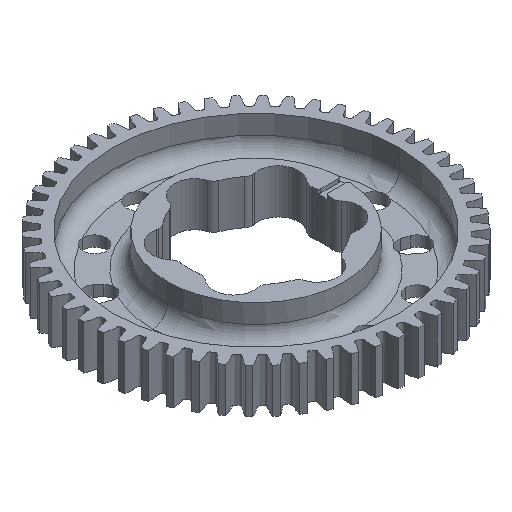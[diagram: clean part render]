
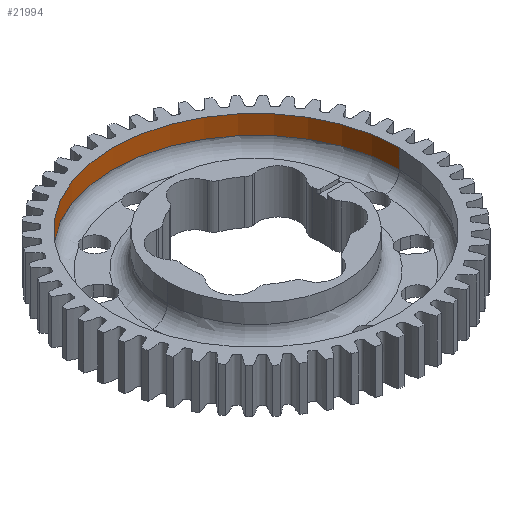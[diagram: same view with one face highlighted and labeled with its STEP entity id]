
A CAD part, isometric view. The second image highlights one B-rep face of the part: STEP entity #21994.
In plain terms, the highlighted cylindrical face has radius 30.797 mm (diameter 61.595 mm), a partial arc.
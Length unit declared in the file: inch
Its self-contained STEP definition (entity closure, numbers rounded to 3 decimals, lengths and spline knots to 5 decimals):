
#312 = LINE ( 'NONE', #22745, #9994 ) ;
#1363 = CARTESIAN_POINT ( 'NONE',  ( 1.2125, 0., 0.1875 ) ) ;
#1748 = VERTEX_POINT ( 'NONE', #27194 ) ;
#4336 = VECTOR ( 'NONE', #4893, 39.37008 ) ;
#4429 = CARTESIAN_POINT ( 'NONE',  ( 0., 0., 0.0275 ) ) ;
#4518 = AXIS2_PLACEMENT_3D ( 'NONE', #15709, #22112, #15416 ) ;
#4893 = DIRECTION ( 'NONE',  ( 0., 0., 1. ) ) ;
#5554 = CARTESIAN_POINT ( 'NONE',  ( -1.2125, 0., 0.1875 ) ) ;
#5630 = VERTEX_POINT ( 'NONE', #1363 ) ;
#6511 = CYLINDRICAL_SURFACE ( 'NONE', #4518, 1.2125 ) ;
#6559 = DIRECTION ( 'NONE',  ( 0., 0., 1. ) ) ;
#6846 = CARTESIAN_POINT ( 'NONE',  ( 0., 0., 0.1875 ) ) ;
#6967 = LINE ( 'NONE', #20192, #4336 ) ;
#7493 = ORIENTED_EDGE ( 'NONE', *, *, #26302, .T. ) ;
#8266 = EDGE_LOOP ( 'NONE', ( #24811, #14641, #7493, #26030 ) ) ;
#8661 = CARTESIAN_POINT ( 'NONE',  ( -1.2125, 0., 0.0275 ) ) ;
#9994 = VECTOR ( 'NONE', #6559, 39.37008 ) ;
#11743 = DIRECTION ( 'NONE',  ( 1., 0., 0. ) ) ;
#13920 = DIRECTION ( 'NONE',  ( 1., 0., 0. ) ) ;
#14641 = ORIENTED_EDGE ( 'NONE', *, *, #19642, .T. ) ;
#15416 = DIRECTION ( 'NONE',  ( 1., 0., 0. ) ) ;
#15709 = CARTESIAN_POINT ( 'NONE',  ( 0., 0., -3.61697 ) ) ;
#15896 = DIRECTION ( 'NONE',  ( 0., 0., 1. ) ) ;
#18154 = VERTEX_POINT ( 'NONE', #5554 ) ;
#19642 = EDGE_CURVE ( 'NONE', #29185, #1748, #21696, .T. ) ;
#19733 = FACE_OUTER_BOUND ( 'NONE', #8266, .T. ) ;
#20192 = CARTESIAN_POINT ( 'NONE',  ( -1.2125, 0., -3.61697 ) ) ;
#21696 = CIRCLE ( 'NONE', #24555, 1.2125 ) ;
#21994 = ADVANCED_FACE ( 'NONE', ( #19733 ), #6511, .F. ) ;
#22112 = DIRECTION ( 'NONE',  ( 0., 0., 1. ) ) ;
#22359 = CIRCLE ( 'NONE', #24282, 1.2125 ) ;
#22745 = CARTESIAN_POINT ( 'NONE',  ( 1.2125, 0., -3.61697 ) ) ;
#24282 = AXIS2_PLACEMENT_3D ( 'NONE', #6846, #15896, #11743 ) ;
#24555 = AXIS2_PLACEMENT_3D ( 'NONE', #4429, #27610, #13920 ) ;
#24782 = EDGE_CURVE ( 'NONE', #5630, #18154, #22359, .T. ) ;
#24811 = ORIENTED_EDGE ( 'NONE', *, *, #27998, .F. ) ;
#26030 = ORIENTED_EDGE ( 'NONE', *, *, #24782, .T. ) ;
#26302 = EDGE_CURVE ( 'NONE', #1748, #5630, #312, .T. ) ;
#27194 = CARTESIAN_POINT ( 'NONE',  ( 1.2125, 0., 0.0275 ) ) ;
#27610 = DIRECTION ( 'NONE',  ( 0., 0., -1. ) ) ;
#27998 = EDGE_CURVE ( 'NONE', #29185, #18154, #6967, .T. ) ;
#29185 = VERTEX_POINT ( 'NONE', #8661 ) ;
